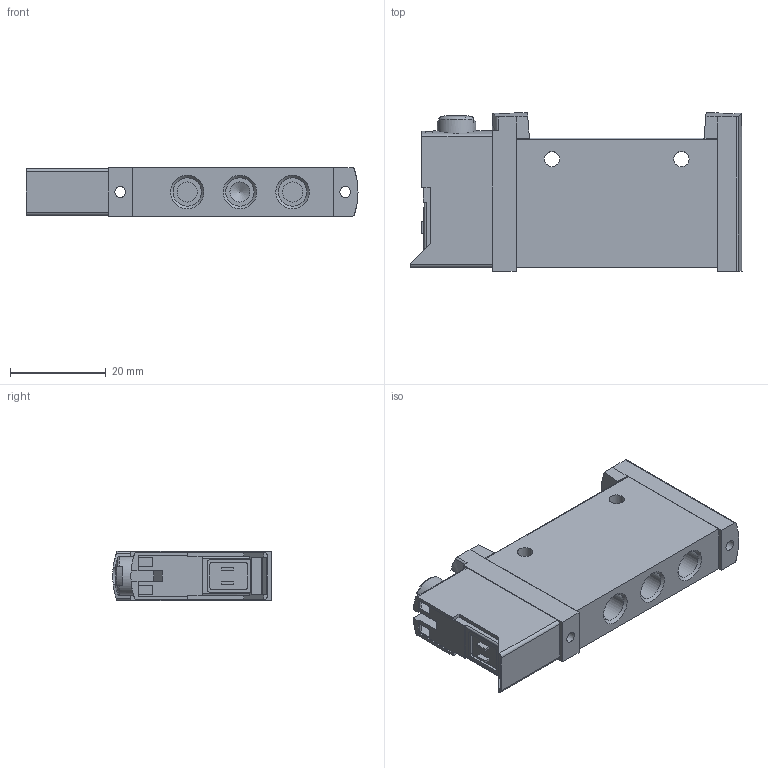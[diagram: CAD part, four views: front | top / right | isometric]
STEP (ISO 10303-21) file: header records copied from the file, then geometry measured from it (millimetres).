
FILE_DESCRIPTION(/* description */ ('STEP AP214'),/* implementation_level */ '2;1');
FILE_NAME(/* name */ '566474_VUVG-L10-M52-RT-M7-1P3',/* time_stamp */ '2024-09-12T14:30:32+02:00',/* author */ ('License CC BY-ND 4.0'),/* organization */ ('CADENAS'),/* preprocessor_version */ 'ST-DEVELOPER v19.3',/* originating_system */ 'PARTsolutions',/* authorisation */ ' ');
FILE_SCHEMA (('AUTOMOTIVE_DESIGN {1 0 10303 214 3 1 1}'));
Length unit declared in the file: millimetre
Products named in the file (2): 566474 VUVG-L10-M52-RT-M7-1P3; 564212 VUVG-L-10-M52-R-T-M7--1P3--------(G)
Assembly tree (1 placements, depth 2):
  566474 VUVG-L10-M52-RT-M7-1P3
    564212 VUVG-L-10-M52-R-T-M7--1P3--------(G)
Bounding box: 69.31 x 33.1 x 10.25 mm (x, y, z)
Volume: 17186.3 mm3; surface area: 7886.2 mm2
Topology: 1 solids, 1 shells, 231 faces, 614 edges, 405 vertices
Faces by surface type: plane 166, cylinder 50, cone 11, torus 3, sphere 1
Full cylindrical faces by diameter (mm): 3 x2, 3.2 x2, 3.8 x1, 3.9 x1, 4.2 x3, 5.917 x5, 8.1 x1
Entity records: 7076 total; most frequent: CARTESIAN_POINT 1293, DIRECTION 1186, ORIENTED_EDGE 1158, EDGE_CURVE 579, LINE 400, VECTOR 400, VERTEX_POINT 397, AXIS2_PLACEMENT_3D 393
